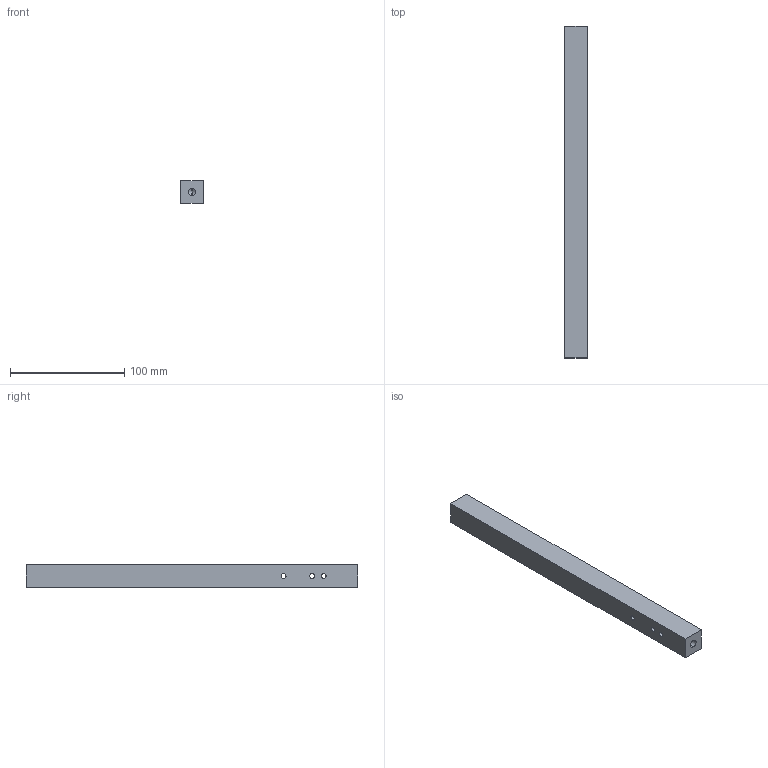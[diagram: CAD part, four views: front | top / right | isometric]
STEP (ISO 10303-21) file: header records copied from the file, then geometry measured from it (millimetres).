
FILE_DESCRIPTION (( 'STEP AP214' ), '1' );
FILE_NAME ('ROV_USI_012_D_Armature levage_Colonne.STEP', '2021-10-13T13:33:59', ( '' ), ( '' ), 'SwSTEP 2.0', 'SolidWorks 2016', '' );
FILE_SCHEMA (( 'AUTOMOTIVE_DESIGN' ));
Length unit declared in the file: millimetre
Products named in the file (1): ROV_USI_012_D_Armature levage_Colonne
Bounding box: 20 x 290 x 20 mm (x, y, z)
Volume: 113987.1 mm3; surface area: 25525.4 mm2
Topology: 1 solids, 1 shells, 24 faces, 60 edges, 35 vertices
Faces by surface type: cylinder 12, cone 6, plane 6
Entity records: 790 total; most frequent: DIRECTION 128, CARTESIAN_POINT 114, ORIENTED_EDGE 108, EDGE_CURVE 54, AXIS2_PLACEMENT_3D 49, VERTEX_POINT 35, EDGE_LOOP 33, VECTOR 30
